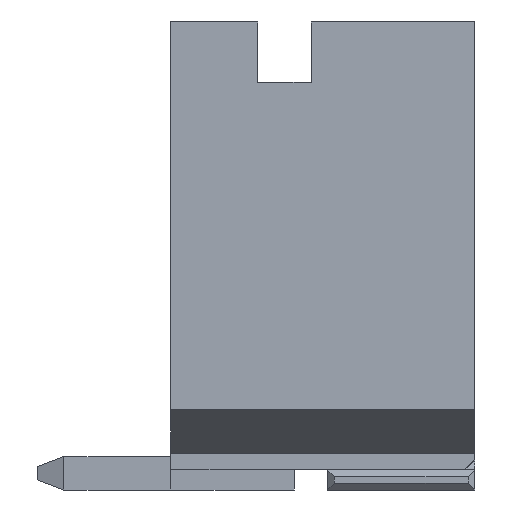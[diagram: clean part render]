
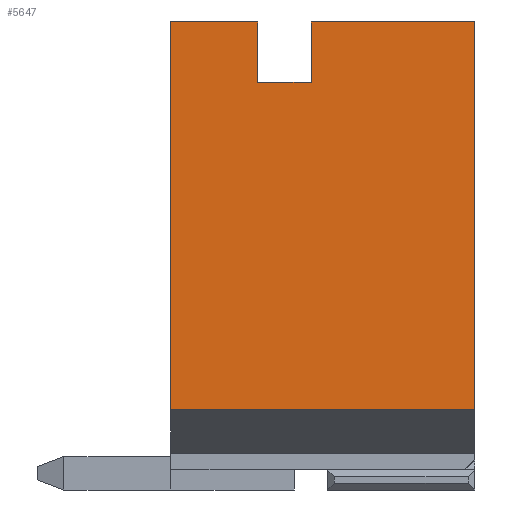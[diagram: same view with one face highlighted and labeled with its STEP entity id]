
A CAD part, left-side view. The second image highlights one B-rep face of the part: STEP entity #5647.
In plain terms, the highlighted planar face has unit normal (-1, 0, 0).
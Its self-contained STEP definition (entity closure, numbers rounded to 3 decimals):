
#5=DIRECTION('',(0.,-1.,0.));
#6=VECTOR('',#5,1.3);
#7=CARTESIAN_POINT('',(-10.05,2.275,3.5));
#8=LINE('',#7,#6);
#25=DIRECTION('',(0.,-1.,0.));
#26=VECTOR('',#25,2.45);
#27=CARTESIAN_POINT('',(-10.05,0.175,3.5));
#28=LINE('',#27,#26);
#185=DIRECTION('',(0.,-1.,0.));
#186=VECTOR('',#185,4.55);
#187=CARTESIAN_POINT('',(-10.05,2.275,-2.3));
#188=LINE('',#187,#186);
#189=DIRECTION('',(0.,0.,1.));
#190=VECTOR('',#189,5.8);
#191=CARTESIAN_POINT('',(-10.05,2.275,-2.3));
#192=LINE('',#191,#190);
#193=DIRECTION('',(0.,0.,-1.));
#194=VECTOR('',#193,0.9);
#195=CARTESIAN_POINT('',(-10.05,0.975,3.5));
#196=LINE('',#195,#194);
#197=DIRECTION('',(0.,1.,0.));
#198=VECTOR('',#197,0.8);
#199=CARTESIAN_POINT('',(-10.05,0.175,2.6));
#200=LINE('',#199,#198);
#201=DIRECTION('',(0.,0.,-1.));
#202=VECTOR('',#201,0.9);
#203=CARTESIAN_POINT('',(-10.05,0.175,3.5));
#204=LINE('',#203,#202);
#233=DIRECTION('',(0.,0.,1.));
#234=VECTOR('',#233,5.8);
#235=CARTESIAN_POINT('',(-10.05,-2.275,-2.3));
#236=LINE('',#235,#234);
#4080=CARTESIAN_POINT('',(-10.05,2.275,3.5));
#4082=VERTEX_POINT('',#4080);
#4111=CARTESIAN_POINT('',(-10.05,0.175,3.5));
#4112=CARTESIAN_POINT('',(-10.05,0.175,2.6));
#4113=VERTEX_POINT('',#4111);
#4114=VERTEX_POINT('',#4112);
#4115=CARTESIAN_POINT('',(-10.05,0.975,2.6));
#4116=VERTEX_POINT('',#4115);
#4117=CARTESIAN_POINT('',(-10.05,0.975,3.5));
#4118=VERTEX_POINT('',#4117);
#4135=CARTESIAN_POINT('',(-10.05,-2.275,3.5));
#4136=VERTEX_POINT('',#4135);
#4187=CARTESIAN_POINT('',(-10.05,2.275,-2.3));
#4188=CARTESIAN_POINT('',(-10.05,-2.275,-2.3));
#4189=VERTEX_POINT('',#4187);
#4190=VERTEX_POINT('',#4188);
#5628=CARTESIAN_POINT('',(-10.05,2.275,-3.5));
#5629=DIRECTION('',(-1.,0.,0.));
#5630=DIRECTION('',(0.,-1.,0.));
#5631=AXIS2_PLACEMENT_3D('',#5628,#5629,#5630);
#5632=PLANE('',#5631);
#5634=ORIENTED_EDGE('',*,*,#5633,.F.);
#5636=ORIENTED_EDGE('',*,*,#5635,.T.);
#5637=ORIENTED_EDGE('',*,*,#5334,.T.);
#5638=ORIENTED_EDGE('',*,*,#5427,.T.);
#5640=ORIENTED_EDGE('',*,*,#5639,.F.);
#5641=ORIENTED_EDGE('',*,*,#5601,.F.);
#5642=ORIENTED_EDGE('',*,*,#5364,.T.);
#5644=ORIENTED_EDGE('',*,*,#5643,.F.);
#5645=EDGE_LOOP('',(#5634,#5636,#5637,#5638,#5640,#5641,#5642,#5644));
#5646=FACE_OUTER_BOUND('',#5645,.F.);
#5647=ADVANCED_FACE('',(#5646),#5632,.T.);
#5334=EDGE_CURVE('',#4082,#4118,#8,.T.);
#5364=EDGE_CURVE('',#4113,#4136,#28,.T.);
#5427=EDGE_CURVE('',#4118,#4116,#196,.T.);
#5601=EDGE_CURVE('',#4113,#4114,#204,.T.);
#5633=EDGE_CURVE('',#4189,#4190,#188,.T.);
#5635=EDGE_CURVE('',#4189,#4082,#192,.T.);
#5639=EDGE_CURVE('',#4114,#4116,#200,.T.);
#5643=EDGE_CURVE('',#4190,#4136,#236,.T.);
